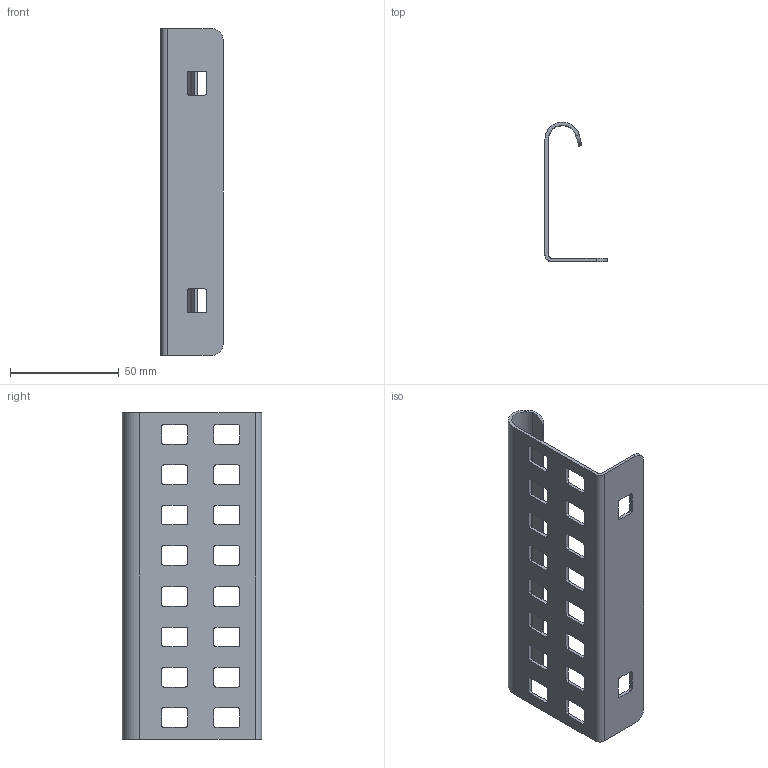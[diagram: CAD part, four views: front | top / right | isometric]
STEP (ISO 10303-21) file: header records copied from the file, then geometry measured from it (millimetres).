
FILE_DESCRIPTION(('CoCreate Modeling STEP Export'),'2;1');
FILE_NAME('KTS_07.003-031_1-6208843.step','2013-03-12T11:49:45',(''),(''),'CoCreate Modeling STEP processor for AP214 (Solid Model)','CoCreate Modeling 16.00B 02-Dec-2008 (C) Parametric Technology GmbH','');
FILE_SCHEMA(('AUTOMOTIVE_DESIGN { 1 0 10303 214 1 1 1 1 }'));
Length unit declared in the file: millimetre
Products named in the file (1): Längsverbinder
Bounding box: 28.5 x 63.99 x 150 mm (x, y, z)
Volume: 21348.1 mm3; surface area: 30306.1 mm2
Topology: 1 solids, 1 shells, 164 faces, 484 edges, 322 vertices
Faces by surface type: plane 82, cylinder 80, bspline 2
Entity records: 5674 total; most frequent: CARTESIAN_POINT 1043, ORIENTED_EDGE 968, DIRECTION 964, EDGE_CURVE 484, AXIS2_PLACEMENT_3D 323, VERTEX_POINT 322, VECTOR 318, LINE 318
